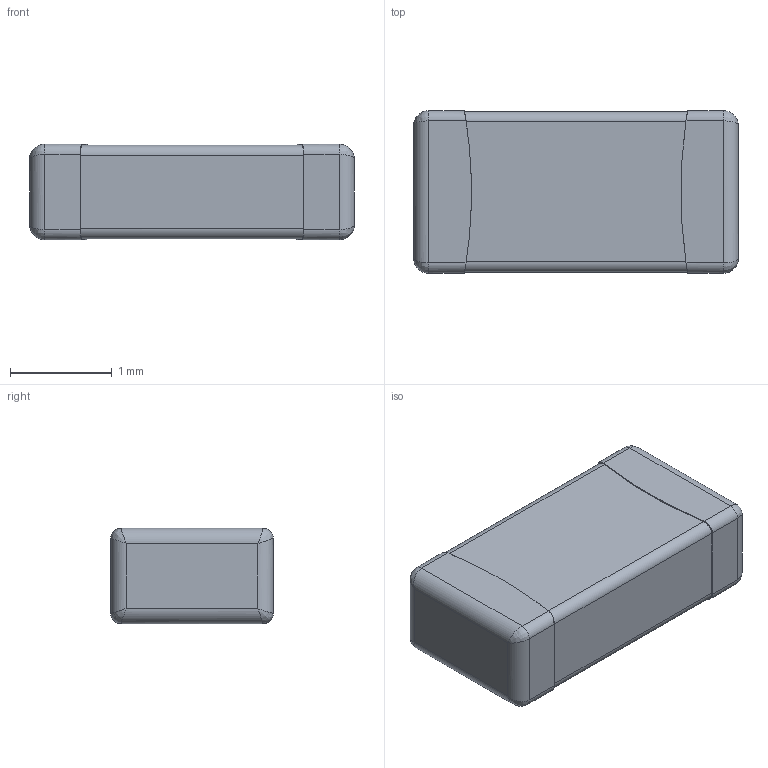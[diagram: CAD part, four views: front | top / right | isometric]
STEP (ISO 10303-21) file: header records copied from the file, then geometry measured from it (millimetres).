
FILE_DESCRIPTION (( 'STEP AP214' ), '1' );
FILE_NAME ('77195CD9-4916-4509-BC60-DF3C938650EC.STEP', '2023-05-01T12:54:08', ( '' ), ( '' ), 'SwSTEP 2.0', 'SolidWorks 2022', '' );
FILE_SCHEMA (( 'AUTOMOTIVE_DESIGN' ));
Length unit declared in the file: millimetre
Products named in the file (1): 77195CD9-4916-4509-BC60-DF3C938650EC
Bounding box: 3.2 x 1.6 x 0.94 mm (x, y, z)
Volume: 4.6 mm3; surface area: 18 mm2
Topology: 1 solids, 1 shells, 52 faces, 134 edges, 76 vertices
Faces by surface type: cylinder 26, plane 18, bspline 8
Entity records: 2033 total; most frequent: CARTESIAN_POINT 777, ORIENTED_EDGE 252, DIRECTION 212, EDGE_CURVE 126, VERTEX_POINT 76, AXIS2_PLACEMENT_3D 73, VECTOR 66, LINE 66
